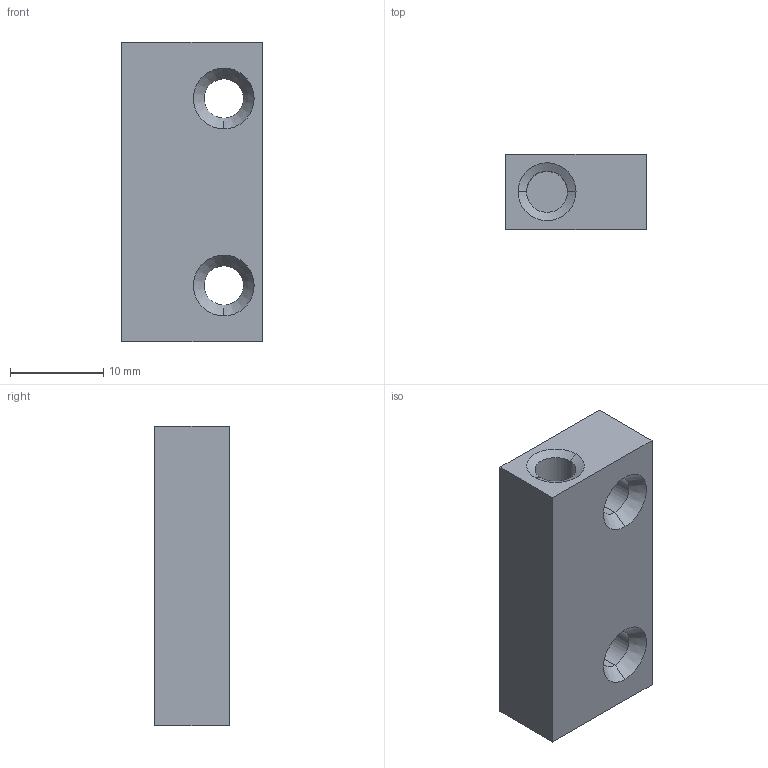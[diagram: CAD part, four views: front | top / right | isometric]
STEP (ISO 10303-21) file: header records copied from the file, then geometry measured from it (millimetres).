
FILE_DESCRIPTION (( 'STEP AP214' ), '1' );
FILE_NAME ('M410.STEP', '2021-12-30T09:25:26', ( '' ), ( '' ), 'SwSTEP 2.0', 'SolidWorks 2021', '' );
FILE_SCHEMA (( 'AUTOMOTIVE_DESIGN' ));
Length unit declared in the file: millimetre
Products named in the file (2): M410; Corpo_0-9
Assembly tree (1 placements, depth 2):
  M410
    Corpo_0-9
Bounding box: 15 x 8 x 32 mm (x, y, z)
Volume: 3104.8 mm3; surface area: 2248.2 mm2
Topology: 1 solids, 1 shells, 23 faces, 50 edges, 30 vertices
Faces by surface type: cone 10, plane 7, cylinder 6
Entity records: 700 total; most frequent: DIRECTION 126, CARTESIAN_POINT 107, ORIENTED_EDGE 100, EDGE_CURVE 50, AXIS2_PLACEMENT_3D 49, VERTEX_POINT 30, EDGE_LOOP 28, LINE 28
